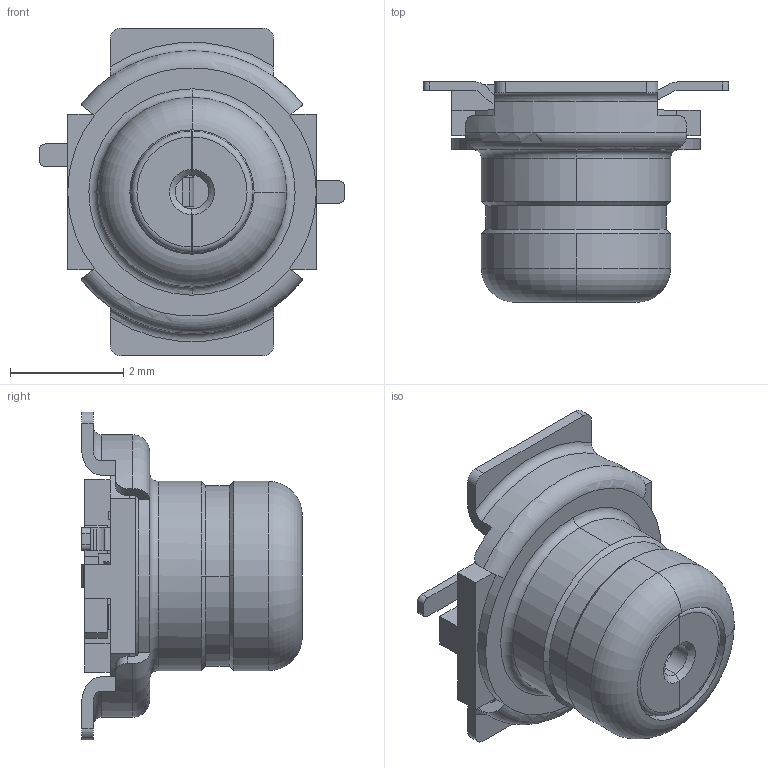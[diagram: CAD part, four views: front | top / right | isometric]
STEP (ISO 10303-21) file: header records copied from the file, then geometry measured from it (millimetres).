
FILE_DESCRIPTION((''),'2;1');
FILE_NAME('PRT0001','2018-08-09T',('Krishnaprasath'),(''),'CREO PARAMETRIC BY PTC INC, 2017020','CREO PARAMETRIC BY PTC INC, 2017020','');
FILE_SCHEMA(('CONFIG_CONTROL_DESIGN'));
Length unit declared in the file: millimetre
Products named in the file (1): PRT0001
Bounding box: 5.4 x 3.9 x 5.8 mm (x, y, z)
Volume: 33.6 mm3; surface area: 209.6 mm2
Topology: 1 solids, 1 shells, 455 faces, 1323 edges, 851 vertices
Faces by surface type: plane 277, cylinder 118, torus 26, cone 24, bspline 6, sphere 4
Entity records: 15582 total; most frequent: CARTESIAN_POINT 3448, ORIENTED_EDGE 2638, DIRECTION 2464, EDGE_CURVE 1319, VERTEX_POINT 852, VECTOR 844, LINE 844, AXIS2_PLACEMENT_3D 810
